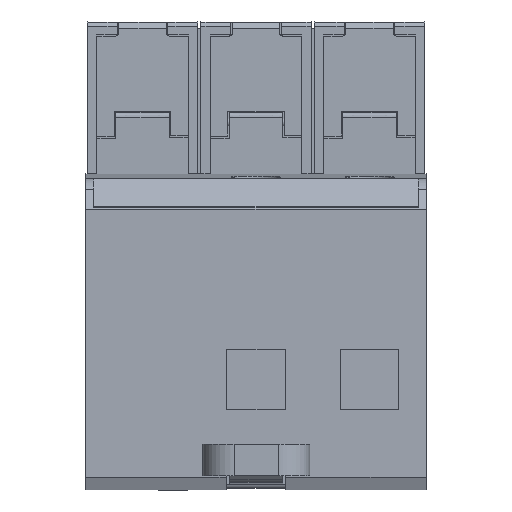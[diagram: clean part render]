
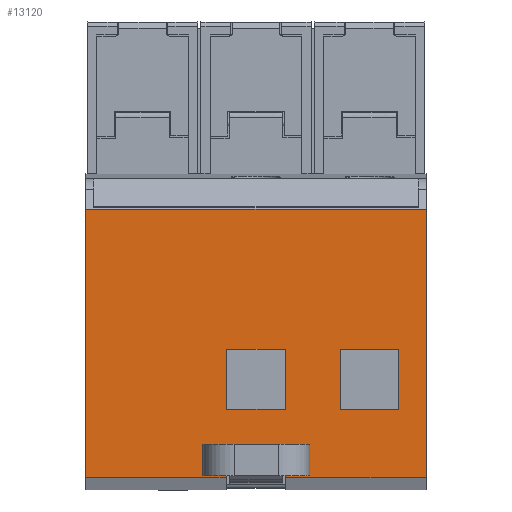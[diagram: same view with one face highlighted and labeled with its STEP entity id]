
A CAD part, front view. The second image highlights one B-rep face of the part: STEP entity #13120.
In plain terms, the highlighted planar face has unit normal (0, -1, 0.003).
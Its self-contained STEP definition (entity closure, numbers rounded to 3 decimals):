
#13094=AXIS2_PLACEMENT_3D('Plane Axis2P3D',#13091,#13092,#13093) ;
#1142=CARTESIAN_POINT('Vertex',(0.,6.712,2.062)) ;
#1145=CARTESIAN_POINT('Line Origine',(0.,6.767,23.302)) ;
#1149=CARTESIAN_POINT('Vertex',(0.,6.823,44.542)) ;
#1453=CARTESIAN_POINT('Vertex',(54.,6.823,44.542)) ;
#1456=CARTESIAN_POINT('Line Origine',(54.,6.767,23.302)) ;
#1460=CARTESIAN_POINT('Vertex',(54.,6.712,2.062)) ;
#2143=CARTESIAN_POINT('Vertex',(22.243,6.712,2.062)) ;
#2146=CARTESIAN_POINT('Line Origine',(11.121,6.712,2.062)) ;
#2198=CARTESIAN_POINT('Line Origine',(27.,6.823,44.542)) ;
#3549=CARTESIAN_POINT('Line Origine',(42.853,6.712,2.062)) ;
#3553=CARTESIAN_POINT('Vertex',(31.707,6.712,2.062)) ;
#3764=CARTESIAN_POINT('Vertex',(22.243,6.725,7.235)) ;
#3767=CARTESIAN_POINT('Line Origine',(22.243,6.718,4.648)) ;
#3837=CARTESIAN_POINT('Vertex',(22.82,6.725,7.235)) ;
#4122=CARTESIAN_POINT('Vertex',(31.22,6.725,7.235)) ;
#4209=CARTESIAN_POINT('Line Origine',(31.707,6.718,4.648)) ;
#4213=CARTESIAN_POINT('Vertex',(31.707,6.725,7.235)) ;
#6738=CARTESIAN_POINT('Line Origine',(22.532,6.725,7.235)) ;
#6784=CARTESIAN_POINT('Line Origine',(27.02,6.725,7.235)) ;
#7113=CARTESIAN_POINT('Line Origine',(31.463,6.725,7.235)) ;
#7131=CARTESIAN_POINT('Line Origine',(22.381,6.752,17.574)) ;
#7135=CARTESIAN_POINT('Vertex',(22.381,6.765,22.355)) ;
#7137=CARTESIAN_POINT('Vertex',(22.381,6.74,12.793)) ;
#7183=CARTESIAN_POINT('Vertex',(31.618,6.765,22.355)) ;
#7186=CARTESIAN_POINT('Line Origine',(26.999,6.765,22.355)) ;
#7204=CARTESIAN_POINT('Line Origine',(31.618,6.752,17.574)) ;
#7208=CARTESIAN_POINT('Vertex',(31.618,6.74,12.793)) ;
#7241=CARTESIAN_POINT('Line Origine',(26.999,6.74,12.793)) ;
#7258=CARTESIAN_POINT('Vertex',(40.381,6.74,12.793)) ;
#7263=CARTESIAN_POINT('Line Origine',(44.999,6.74,12.793)) ;
#7267=CARTESIAN_POINT('Vertex',(49.618,6.74,12.793)) ;
#7299=CARTESIAN_POINT('Vertex',(40.381,6.765,22.355)) ;
#7304=CARTESIAN_POINT('Line Origine',(40.381,6.752,17.574)) ;
#7326=CARTESIAN_POINT('Vertex',(49.618,6.765,22.355)) ;
#7331=CARTESIAN_POINT('Line Origine',(44.999,6.765,22.355)) ;
#7354=CARTESIAN_POINT('Line Origine',(49.618,6.752,17.574)) ;
#13091=CARTESIAN_POINT('Axis2P3D Location',(0.,6.823,44.542)) ;
#1146=DIRECTION('Vector Direction',(0.,-0.003,-1.)) ;
#1457=DIRECTION('Vector Direction',(0.,-0.003,-1.)) ;
#2147=DIRECTION('Vector Direction',(1.,0.,0.)) ;
#2199=DIRECTION('Vector Direction',(1.,0.,0.)) ;
#3550=DIRECTION('Vector Direction',(1.,0.,0.)) ;
#3768=DIRECTION('Vector Direction',(0.,-0.003,-1.)) ;
#4210=DIRECTION('Vector Direction',(0.,-0.003,-1.)) ;
#6739=DIRECTION('Vector Direction',(-1.,0.,0.)) ;
#6785=DIRECTION('Vector Direction',(-1.,0.,0.)) ;
#7114=DIRECTION('Vector Direction',(-1.,0.,0.)) ;
#7132=DIRECTION('Vector Direction',(0.,-0.003,-1.)) ;
#7187=DIRECTION('Vector Direction',(-1.,0.,0.)) ;
#7205=DIRECTION('Vector Direction',(0.,0.003,1.)) ;
#7242=DIRECTION('Vector Direction',(1.,0.,0.)) ;
#7264=DIRECTION('Vector Direction',(1.,0.,0.)) ;
#7305=DIRECTION('Vector Direction',(0.,-0.003,-1.)) ;
#7332=DIRECTION('Vector Direction',(-1.,0.,0.)) ;
#7355=DIRECTION('Vector Direction',(0.,0.003,1.)) ;
#13092=DIRECTION('Axis2P3D Direction',(0.,-1.,0.003)) ;
#13093=DIRECTION('Axis2P3D XDirection',(0.,-0.003,-1.)) ;
#1147=VECTOR('Line Direction',#1146,1.) ;
#1458=VECTOR('Line Direction',#1457,1.) ;
#2148=VECTOR('Line Direction',#2147,1.) ;
#2200=VECTOR('Line Direction',#2199,1.) ;
#3551=VECTOR('Line Direction',#3550,1.) ;
#3769=VECTOR('Line Direction',#3768,1.) ;
#4211=VECTOR('Line Direction',#4210,1.) ;
#6740=VECTOR('Line Direction',#6739,1.) ;
#6786=VECTOR('Line Direction',#6785,1.) ;
#7115=VECTOR('Line Direction',#7114,1.) ;
#7133=VECTOR('Line Direction',#7132,1.) ;
#7188=VECTOR('Line Direction',#7187,1.) ;
#7206=VECTOR('Line Direction',#7205,1.) ;
#7243=VECTOR('Line Direction',#7242,1.) ;
#7265=VECTOR('Line Direction',#7264,1.) ;
#7306=VECTOR('Line Direction',#7305,1.) ;
#7333=VECTOR('Line Direction',#7332,1.) ;
#7356=VECTOR('Line Direction',#7355,1.) ;
#13097=ORIENTED_EDGE('',*,*,#3771,.F.) ;
#13098=ORIENTED_EDGE('',*,*,#6742,.F.) ;
#13099=ORIENTED_EDGE('',*,*,#6788,.F.) ;
#13100=ORIENTED_EDGE('',*,*,#7117,.F.) ;
#13101=ORIENTED_EDGE('',*,*,#4215,.T.) ;
#13102=ORIENTED_EDGE('',*,*,#3555,.F.) ;
#13103=ORIENTED_EDGE('',*,*,#1462,.F.) ;
#13104=ORIENTED_EDGE('',*,*,#2202,.F.) ;
#13105=ORIENTED_EDGE('',*,*,#1151,.T.) ;
#13106=ORIENTED_EDGE('',*,*,#2150,.T.) ;
#13109=ORIENTED_EDGE('',*,*,#7308,.F.) ;
#13110=ORIENTED_EDGE('',*,*,#7335,.F.) ;
#13111=ORIENTED_EDGE('',*,*,#7358,.F.) ;
#13112=ORIENTED_EDGE('',*,*,#7269,.F.) ;
#13115=ORIENTED_EDGE('',*,*,#7139,.F.) ;
#13116=ORIENTED_EDGE('',*,*,#7190,.F.) ;
#13117=ORIENTED_EDGE('',*,*,#7210,.F.) ;
#13118=ORIENTED_EDGE('',*,*,#7245,.F.) ;
#13113=FACE_BOUND('',#13108,.T.) ;
#13119=FACE_BOUND('',#13114,.T.) ;
#13120=ADVANCED_FACE('VPU',(#13107,#13113,#13119),#13095,.T.) ;
#1151=EDGE_CURVE('',#1150,#1143,#1148,.T.) ;
#1462=EDGE_CURVE('',#1454,#1461,#1459,.T.) ;
#2150=EDGE_CURVE('',#1143,#2144,#2149,.T.) ;
#2202=EDGE_CURVE('',#1150,#1454,#2201,.T.) ;
#3555=EDGE_CURVE('',#1461,#3554,#3552,.F.) ;
#3771=EDGE_CURVE('',#3765,#2144,#3770,.T.) ;
#4215=EDGE_CURVE('',#4214,#3554,#4212,.T.) ;
#6742=EDGE_CURVE('',#3838,#3765,#6741,.T.) ;
#6788=EDGE_CURVE('',#4123,#3838,#6787,.T.) ;
#7117=EDGE_CURVE('',#4214,#4123,#7116,.T.) ;
#7139=EDGE_CURVE('',#7136,#7138,#7134,.T.) ;
#7190=EDGE_CURVE('',#7184,#7136,#7189,.T.) ;
#7210=EDGE_CURVE('',#7209,#7184,#7207,.T.) ;
#7245=EDGE_CURVE('',#7138,#7209,#7244,.T.) ;
#7269=EDGE_CURVE('',#7259,#7268,#7266,.T.) ;
#7308=EDGE_CURVE('',#7300,#7259,#7307,.T.) ;
#7335=EDGE_CURVE('',#7327,#7300,#7334,.T.) ;
#7358=EDGE_CURVE('',#7268,#7327,#7357,.T.) ;
#13096=EDGE_LOOP('',(#13097,#13098,#13099,#13100,#13101,#13102,#13103,#13104,#13105,#13106)) ;
#13108=EDGE_LOOP('',(#13109,#13110,#13111,#13112)) ;
#13114=EDGE_LOOP('',(#13115,#13116,#13117,#13118)) ;
#13107=FACE_OUTER_BOUND('',#13096,.T.) ;
#1148=LINE('Line',#1145,#1147) ;
#1459=LINE('Line',#1456,#1458) ;
#2149=LINE('Line',#2146,#2148) ;
#2201=LINE('Line',#2198,#2200) ;
#3552=LINE('Line',#3549,#3551) ;
#3770=LINE('Line',#3767,#3769) ;
#4212=LINE('Line',#4209,#4211) ;
#6741=LINE('Line',#6738,#6740) ;
#6787=LINE('Line',#6784,#6786) ;
#7116=LINE('Line',#7113,#7115) ;
#7134=LINE('Line',#7131,#7133) ;
#7189=LINE('Line',#7186,#7188) ;
#7207=LINE('Line',#7204,#7206) ;
#7244=LINE('Line',#7241,#7243) ;
#7266=LINE('Line',#7263,#7265) ;
#7307=LINE('Line',#7304,#7306) ;
#7334=LINE('Line',#7331,#7333) ;
#7357=LINE('Line',#7354,#7356) ;
#13095=PLANE('',#13094) ;
#1143=VERTEX_POINT('',#1142) ;
#1150=VERTEX_POINT('',#1149) ;
#1454=VERTEX_POINT('',#1453) ;
#1461=VERTEX_POINT('',#1460) ;
#2144=VERTEX_POINT('',#2143) ;
#3554=VERTEX_POINT('',#3553) ;
#3765=VERTEX_POINT('',#3764) ;
#3838=VERTEX_POINT('',#3837) ;
#4123=VERTEX_POINT('',#4122) ;
#4214=VERTEX_POINT('',#4213) ;
#7136=VERTEX_POINT('',#7135) ;
#7138=VERTEX_POINT('',#7137) ;
#7184=VERTEX_POINT('',#7183) ;
#7209=VERTEX_POINT('',#7208) ;
#7259=VERTEX_POINT('',#7258) ;
#7268=VERTEX_POINT('',#7267) ;
#7300=VERTEX_POINT('',#7299) ;
#7327=VERTEX_POINT('',#7326) ;
